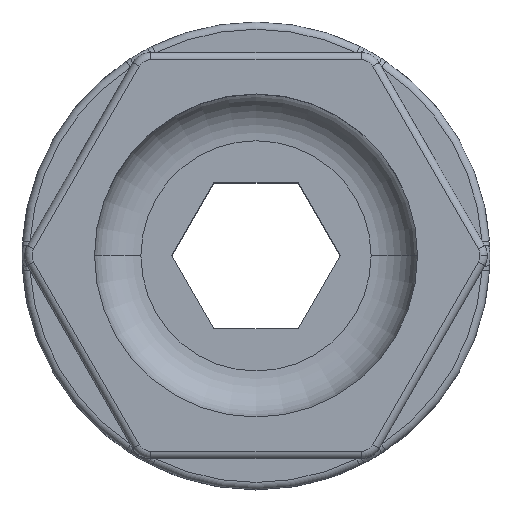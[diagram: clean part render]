
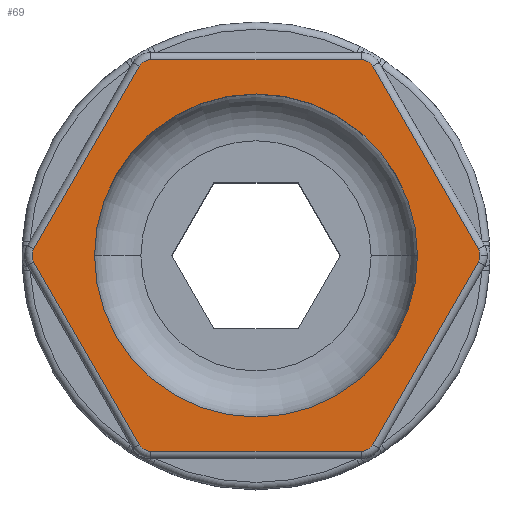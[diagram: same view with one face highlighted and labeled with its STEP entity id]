
A CAD part, top view. The second image highlights one B-rep face of the part: STEP entity #69.
In plain terms, the highlighted planar face has unit normal (0, 0, 1).
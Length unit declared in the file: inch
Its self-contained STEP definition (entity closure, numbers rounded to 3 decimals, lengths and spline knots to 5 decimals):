
#12 = CIRCLE ( 'NONE', #315, 0.2175 ) ;
#22 = FACE_OUTER_BOUND ( 'NONE', #2047, .T. ) ;
#26 = CARTESIAN_POINT ( 'NONE',  ( -0.29924, -0.00886, 0.49213 ) ) ;
#32 = DIRECTION ( 'NONE',  ( 1., 0., 0. ) ) ;
#52 = AXIS2_PLACEMENT_3D ( 'NONE', #1084, #1606, #1980 ) ;
#65 = EDGE_CURVE ( 'NONE', #721, #1352, #2282, .T. ) ;
#69 = ADVANCED_FACE ( 'NONE', ( #1997, #22 ), #932, .T. ) ;
#76 = DIRECTION ( 'NONE',  ( 1., 0., 0. ) ) ;
#97 = EDGE_CURVE ( 'NONE', #134, #261, #276, .T. ) ;
#100 = CARTESIAN_POINT ( 'NONE',  ( -0.2839, 0., 0.49213 ) ) ;
#119 = DIRECTION ( 'NONE',  ( 1., 0., 0. ) ) ;
#120 = ORIENTED_EDGE ( 'NONE', *, *, #209, .T. ) ;
#122 = EDGE_CURVE ( 'NONE', #1563, #721, #1310, .T. ) ;
#134 = VERTEX_POINT ( 'NONE', #1657 ) ;
#157 = VECTOR ( 'NONE', #1027, 39.37008 ) ;
#178 = VERTEX_POINT ( 'NONE', #1319 ) ;
#209 = EDGE_CURVE ( 'NONE', #1885, #359, #1746, .T. ) ;
#215 = VERTEX_POINT ( 'NONE', #2082 ) ;
#260 = DIRECTION ( 'NONE',  ( -0.5, -0.866, 0. ) ) ;
#261 = VERTEX_POINT ( 'NONE', #1737 ) ;
#276 = CIRCLE ( 'NONE', #1065, 0.01772 ) ;
#315 = AXIS2_PLACEMENT_3D ( 'NONE', #774, #1685, #76 ) ;
#351 = EDGE_CURVE ( 'NONE', #2191, #1072, #1146, .T. ) ;
#358 = CIRCLE ( 'NONE', #1041, 0.01772 ) ;
#359 = VERTEX_POINT ( 'NONE', #2185 ) ;
#395 = ORIENTED_EDGE ( 'NONE', *, *, #975, .T. ) ;
#406 = ORIENTED_EDGE ( 'NONE', *, *, #65, .T. ) ;
#410 = CARTESIAN_POINT ( 'NONE',  ( 0.2839, 0., 0.49213 ) ) ;
#424 = CARTESIAN_POINT ( 'NONE',  ( 0.15729, -0.25472, 0.49213 ) ) ;
#451 = LINE ( 'NONE', #637, #736 ) ;
#478 = EDGE_LOOP ( 'NONE', ( #959, #1826 ) ) ;
#484 = CARTESIAN_POINT ( 'NONE',  ( -0.14195, 0.26358, 0.49213 ) ) ;
#526 = DIRECTION ( 'NONE',  ( 0., 0., 1. ) ) ;
#532 = AXIS2_PLACEMENT_3D ( 'NONE', #756, #1666, #32 ) ;
#547 = VECTOR ( 'NONE', #1576, 39.37008 ) ;
#555 = DIRECTION ( 'NONE',  ( 0., 0., 1. ) ) ;
#558 = EDGE_CURVE ( 'NONE', #839, #1119, #12, .T. ) ;
#589 = DIRECTION ( 'NONE',  ( 0., 0., 1. ) ) ;
#593 = ORIENTED_EDGE ( 'NONE', *, *, #97, .T. ) ;
#637 = CARTESIAN_POINT ( 'NONE',  ( -0.29924, 0.00886, 0.49213 ) ) ;
#665 = AXIS2_PLACEMENT_3D ( 'NONE', #1743, #1768, #119 ) ;
#707 = ORIENTED_EDGE ( 'NONE', *, *, #1891, .T. ) ;
#721 = VERTEX_POINT ( 'NONE', #1507 ) ;
#736 = VECTOR ( 'NONE', #260, 39.37008 ) ;
#756 = CARTESIAN_POINT ( 'NONE',  ( -0.2839, 0., 0.49213 ) ) ;
#768 = ORIENTED_EDGE ( 'NONE', *, *, #351, .T. ) ;
#774 = CARTESIAN_POINT ( 'NONE',  ( 0., 0., 0.49213 ) ) ;
#827 = CARTESIAN_POINT ( 'NONE',  ( 0.14195, -0.26358, 0.49213 ) ) ;
#839 = VERTEX_POINT ( 'NONE', #2130 ) ;
#853 = CIRCLE ( 'NONE', #1156, 0.01772 ) ;
#874 = VERTEX_POINT ( 'NONE', #827 ) ;
#906 = DIRECTION ( 'NONE',  ( 1., 0., 0. ) ) ;
#908 = DIRECTION ( 'NONE',  ( 1., 0., 0. ) ) ;
#932 = PLANE ( 'NONE',  #532 ) ;
#959 = ORIENTED_EDGE ( 'NONE', *, *, #1742, .F. ) ;
#962 = CIRCLE ( 'NONE', #665, 0.2175 ) ;
#975 = EDGE_CURVE ( 'NONE', #874, #1303, #1974, .T. ) ;
#983 = ORIENTED_EDGE ( 'NONE', *, *, #2281, .T. ) ;
#1027 = DIRECTION ( 'NONE',  ( 0.5, -0.866, 0. ) ) ;
#1033 = DIRECTION ( 'NONE',  ( 1., 0., 0. ) ) ;
#1041 = AXIS2_PLACEMENT_3D ( 'NONE', #100, #1393, #1033 ) ;
#1065 = AXIS2_PLACEMENT_3D ( 'NONE', #1846, #589, #2234 ) ;
#1072 = VERTEX_POINT ( 'NONE', #1307 ) ;
#1084 = CARTESIAN_POINT ( 'NONE',  ( 0.14195, -0.24587, 0.49213 ) ) ;
#1114 = AXIS2_PLACEMENT_3D ( 'NONE', #1355, #2180, #908 ) ;
#1119 = VERTEX_POINT ( 'NONE', #1329 ) ;
#1144 = LINE ( 'NONE', #2223, #1302 ) ;
#1146 = CIRCLE ( 'NONE', #1936, 0.01772 ) ;
#1156 = AXIS2_PLACEMENT_3D ( 'NONE', #410, #1447, #906 ) ;
#1180 = EDGE_CURVE ( 'NONE', #359, #178, #2248, .T. ) ;
#1229 = DIRECTION ( 'NONE',  ( -1., 0., 0. ) ) ;
#1259 = CARTESIAN_POINT ( 'NONE',  ( -0.14195, 0.26358, 0.49213 ) ) ;
#1302 = VECTOR ( 'NONE', #2261, 39.37008 ) ;
#1303 = VERTEX_POINT ( 'NONE', #424 ) ;
#1307 = CARTESIAN_POINT ( 'NONE',  ( -0.15729, 0.25472, 0.49213 ) ) ;
#1310 = LINE ( 'NONE', #2034, #1672 ) ;
#1319 = CARTESIAN_POINT ( 'NONE',  ( -0.14195, -0.26358, 0.49213 ) ) ;
#1329 = CARTESIAN_POINT ( 'NONE',  ( 0.2175, 0., 0.49213 ) ) ;
#1352 = VERTEX_POINT ( 'NONE', #2227 ) ;
#1355 = CARTESIAN_POINT ( 'NONE',  ( -0.14195, -0.24587, 0.49213 ) ) ;
#1379 = LINE ( 'NONE', #2105, #547 ) ;
#1393 = DIRECTION ( 'NONE',  ( 0., 0., 1. ) ) ;
#1447 = DIRECTION ( 'NONE',  ( 0., 0., 1. ) ) ;
#1468 = DIRECTION ( 'NONE',  ( 1., 0., 0. ) ) ;
#1474 = EDGE_CURVE ( 'NONE', #1352, #2191, #2113, .T. ) ;
#1507 = CARTESIAN_POINT ( 'NONE',  ( 0.15729, 0.25472, 0.49213 ) ) ;
#1563 = VERTEX_POINT ( 'NONE', #1844 ) ;
#1576 = DIRECTION ( 'NONE',  ( 1., 0., 0. ) ) ;
#1596 = AXIS2_PLACEMENT_3D ( 'NONE', #2178, #555, #1799 ) ;
#1606 = DIRECTION ( 'NONE',  ( 0., 0., 1. ) ) ;
#1657 = CARTESIAN_POINT ( 'NONE',  ( 0.29924, -0.00886, 0.49213 ) ) ;
#1659 = EDGE_CURVE ( 'NONE', #215, #1885, #358, .T. ) ;
#1666 = DIRECTION ( 'NONE',  ( 0., 0., 1. ) ) ;
#1672 = VECTOR ( 'NONE', #2058, 39.37008 ) ;
#1682 = ORIENTED_EDGE ( 'NONE', *, *, #1180, .T. ) ;
#1685 = DIRECTION ( 'NONE',  ( 0., 0., 1. ) ) ;
#1731 = EDGE_CURVE ( 'NONE', #178, #874, #1379, .T. ) ;
#1737 = CARTESIAN_POINT ( 'NONE',  ( 0.30162, 0., 0.49213 ) ) ;
#1742 = EDGE_CURVE ( 'NONE', #1119, #839, #962, .T. ) ;
#1743 = CARTESIAN_POINT ( 'NONE',  ( 0., 0., 0.49213 ) ) ;
#1746 = LINE ( 'NONE', #2299, #157 ) ;
#1768 = DIRECTION ( 'NONE',  ( 0., 0., 1. ) ) ;
#1799 = DIRECTION ( 'NONE',  ( 1., 0., 0. ) ) ;
#1826 = ORIENTED_EDGE ( 'NONE', *, *, #558, .F. ) ;
#1844 = CARTESIAN_POINT ( 'NONE',  ( 0.29924, 0.00886, 0.49213 ) ) ;
#1846 = CARTESIAN_POINT ( 'NONE',  ( 0.2839, 0., 0.49213 ) ) ;
#1851 = ORIENTED_EDGE ( 'NONE', *, *, #122, .T. ) ;
#1863 = ORIENTED_EDGE ( 'NONE', *, *, #2151, .T. ) ;
#1872 = VECTOR ( 'NONE', #1229, 39.37008 ) ;
#1885 = VERTEX_POINT ( 'NONE', #26 ) ;
#1891 = EDGE_CURVE ( 'NONE', #1072, #215, #451, .T. ) ;
#1907 = ORIENTED_EDGE ( 'NONE', *, *, #1659, .T. ) ;
#1936 = AXIS2_PLACEMENT_3D ( 'NONE', #2152, #526, #1468 ) ;
#1941 = ORIENTED_EDGE ( 'NONE', *, *, #1731, .T. ) ;
#1974 = CIRCLE ( 'NONE', #52, 0.01772 ) ;
#1980 = DIRECTION ( 'NONE',  ( 1., 0., 0. ) ) ;
#1997 = FACE_BOUND ( 'NONE', #478, .T. ) ;
#2034 = CARTESIAN_POINT ( 'NONE',  ( 0.15729, 0.25472, 0.49213 ) ) ;
#2047 = EDGE_LOOP ( 'NONE', ( #1851, #406, #2303, #768, #707, #1907, #120, #1682, #1941, #395, #983, #593, #1863 ) ) ;
#2058 = DIRECTION ( 'NONE',  ( -0.5, 0.866, 0. ) ) ;
#2082 = CARTESIAN_POINT ( 'NONE',  ( -0.29924, 0.00886, 0.49213 ) ) ;
#2105 = CARTESIAN_POINT ( 'NONE',  ( 0.14195, -0.26358, 0.49213 ) ) ;
#2113 = LINE ( 'NONE', #484, #1872 ) ;
#2130 = CARTESIAN_POINT ( 'NONE',  ( -0.2175, 0., 0.49213 ) ) ;
#2151 = EDGE_CURVE ( 'NONE', #261, #1563, #853, .T. ) ;
#2152 = CARTESIAN_POINT ( 'NONE',  ( -0.14195, 0.24587, 0.49213 ) ) ;
#2178 = CARTESIAN_POINT ( 'NONE',  ( 0.14195, 0.24587, 0.49213 ) ) ;
#2180 = DIRECTION ( 'NONE',  ( 0., 0., 1. ) ) ;
#2185 = CARTESIAN_POINT ( 'NONE',  ( -0.15729, -0.25472, 0.49213 ) ) ;
#2191 = VERTEX_POINT ( 'NONE', #1259 ) ;
#2223 = CARTESIAN_POINT ( 'NONE',  ( 0.29924, -0.00886, 0.49213 ) ) ;
#2227 = CARTESIAN_POINT ( 'NONE',  ( 0.14195, 0.26358, 0.49213 ) ) ;
#2234 = DIRECTION ( 'NONE',  ( 1., 0., 0. ) ) ;
#2248 = CIRCLE ( 'NONE', #1114, 0.01772 ) ;
#2261 = DIRECTION ( 'NONE',  ( 0.5, 0.866, 0. ) ) ;
#2281 = EDGE_CURVE ( 'NONE', #1303, #134, #1144, .T. ) ;
#2282 = CIRCLE ( 'NONE', #1596, 0.01772 ) ;
#2299 = CARTESIAN_POINT ( 'NONE',  ( -0.15729, -0.25472, 0.49213 ) ) ;
#2303 = ORIENTED_EDGE ( 'NONE', *, *, #1474, .T. ) ;
